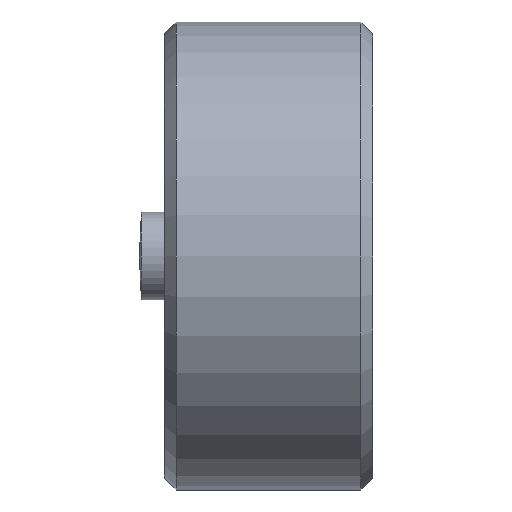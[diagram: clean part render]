
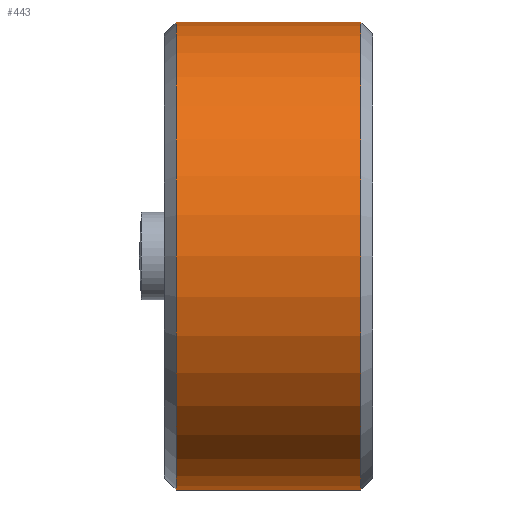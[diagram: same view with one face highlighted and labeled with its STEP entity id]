
A CAD part, left-side view. The second image highlights one B-rep face of the part: STEP entity #443.
In plain terms, the highlighted cylindrical face has radius 10 mm (diameter 20 mm), a full revolution.
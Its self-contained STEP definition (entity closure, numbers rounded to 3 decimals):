
#23=FACE_BOUND('',#79,.T.);
#37=B_SPLINE_CURVE_WITH_KNOTS('',3,(#760,#761,#762,#763,#764,#765,#766,
#767,#768,#769,#770,#771,#772,#773,#774,#775,#776,#777,#778),
 .UNSPECIFIED.,.F.,.F.,(4,2,2,2,3,2,2,2,4),(0.67,0.719,
0.781,0.837,0.894,0.95,1.007,
1.068,1.117),.UNSPECIFIED.);
#38=B_SPLINE_CURVE_WITH_KNOTS('',3,(#784,#785,#786,#787,#788,#789,#790,
#791,#792,#793,#794,#795,#796,#797,#798,#799,#800,#801),.UNSPECIFIED.,.F.,
 .F.,(4,2,2,2,2,2,2,2,4),(1.117,1.166,1.227,
1.284,1.341,1.397,1.454,1.515,
1.564),.UNSPECIFIED.);
#55=FACE_OUTER_BOUND('',#78,.T.);
#78=EDGE_LOOP('',(#365,#366,#367,#368,#369,#370));
#79=EDGE_LOOP('',(#371,#372));
#113=LINE('',#854,#127);
#127=VECTOR('',#672,10.);
#169=CIRCLE('',#520,10.);
#170=CIRCLE('',#521,10.);
#173=CIRCLE('',#525,10.);
#174=CIRCLE('',#526,10.);
#201=VERTEX_POINT('',#758);
#202=VERTEX_POINT('',#759);
#219=VERTEX_POINT('',#840);
#220=VERTEX_POINT('',#841);
#223=VERTEX_POINT('',#850);
#224=VERTEX_POINT('',#851);
#257=EDGE_CURVE('',#201,#202,#37,.T.);
#261=EDGE_CURVE('',#202,#201,#38,.T.);
#280=EDGE_CURVE('',#219,#220,#169,.T.);
#281=EDGE_CURVE('',#220,#219,#170,.T.);
#285=EDGE_CURVE('',#223,#224,#173,.T.);
#286=EDGE_CURVE('',#224,#223,#174,.T.);
#287=EDGE_CURVE('',#224,#220,#113,.T.);
#365=ORIENTED_EDGE('',*,*,#285,.F.);
#366=ORIENTED_EDGE('',*,*,#286,.F.);
#367=ORIENTED_EDGE('',*,*,#287,.T.);
#368=ORIENTED_EDGE('',*,*,#281,.T.);
#369=ORIENTED_EDGE('',*,*,#280,.T.);
#370=ORIENTED_EDGE('',*,*,#287,.F.);
#371=ORIENTED_EDGE('',*,*,#257,.F.);
#372=ORIENTED_EDGE('',*,*,#261,.F.);
#429=CYLINDRICAL_SURFACE('',#524,10.);
#443=ADVANCED_FACE('',(#55,#23),#429,.T.);
#520=AXIS2_PLACEMENT_3D('',#842,#657,#658);
#521=AXIS2_PLACEMENT_3D('',#843,#659,#660);
#524=AXIS2_PLACEMENT_3D('',#849,#666,#667);
#525=AXIS2_PLACEMENT_3D('',#852,#668,#669);
#526=AXIS2_PLACEMENT_3D('',#853,#670,#671);
#657=DIRECTION('center_axis',(0.,-1.,0.));
#658=DIRECTION('ref_axis',(0.,0.,-1.));
#659=DIRECTION('center_axis',(0.,-1.,0.));
#660=DIRECTION('ref_axis',(0.,0.,-1.));
#666=DIRECTION('center_axis',(0.,-1.,0.));
#667=DIRECTION('ref_axis',(0.,0.,-1.));
#668=DIRECTION('center_axis',(0.,-1.,0.));
#669=DIRECTION('ref_axis',(0.,0.,-1.));
#670=DIRECTION('center_axis',(0.,-1.,0.));
#671=DIRECTION('ref_axis',(0.,0.,-1.));
#672=DIRECTION('',(0.,1.,0.));
#758=CARTESIAN_POINT('',(10.,1.55,0.));
#759=CARTESIAN_POINT('',(10.,4.45,0.));
#760=CARTESIAN_POINT('Ctrl Pts',(10.,1.55,0.));
#761=CARTESIAN_POINT('Ctrl Pts',(10.,1.55,-0.163));
#762=CARTESIAN_POINT('Ctrl Pts',(9.995,1.581,-0.356));
#763=CARTESIAN_POINT('Ctrl Pts',(9.977,1.698,-0.704));
#764=CARTESIAN_POINT('Ctrl Pts',(9.959,1.821,-0.915));
#765=CARTESIAN_POINT('Ctrl Pts',(9.928,2.085,-1.204));
#766=CARTESIAN_POINT('Ctrl Pts',(9.912,2.248,-1.327));
#767=CARTESIAN_POINT('Ctrl Pts',(9.889,2.611,-1.491));
#768=CARTESIAN_POINT('Ctrl Pts',(9.882,2.811,-1.533));
#769=CARTESIAN_POINT('Ctrl Pts',(9.882,3.,-1.533));
#770=CARTESIAN_POINT('Ctrl Pts',(9.882,3.189,-1.533));
#771=CARTESIAN_POINT('Ctrl Pts',(9.889,3.389,-1.491));
#772=CARTESIAN_POINT('Ctrl Pts',(9.912,3.752,-1.327));
#773=CARTESIAN_POINT('Ctrl Pts',(9.928,3.915,-1.204));
#774=CARTESIAN_POINT('Ctrl Pts',(9.959,4.179,-0.915));
#775=CARTESIAN_POINT('Ctrl Pts',(9.977,4.302,-0.704));
#776=CARTESIAN_POINT('Ctrl Pts',(9.995,4.419,-0.356));
#777=CARTESIAN_POINT('Ctrl Pts',(10.,4.45,-0.163));
#778=CARTESIAN_POINT('Ctrl Pts',(10.,4.45,0.));
#784=CARTESIAN_POINT('Ctrl Pts',(10.,4.45,0.));
#785=CARTESIAN_POINT('Ctrl Pts',(10.,4.45,0.163));
#786=CARTESIAN_POINT('Ctrl Pts',(9.995,4.419,0.356));
#787=CARTESIAN_POINT('Ctrl Pts',(9.977,4.302,0.704));
#788=CARTESIAN_POINT('Ctrl Pts',(9.959,4.179,0.915));
#789=CARTESIAN_POINT('Ctrl Pts',(9.928,3.915,1.204));
#790=CARTESIAN_POINT('Ctrl Pts',(9.912,3.752,1.327));
#791=CARTESIAN_POINT('Ctrl Pts',(9.889,3.389,1.491));
#792=CARTESIAN_POINT('Ctrl Pts',(9.882,3.189,1.533));
#793=CARTESIAN_POINT('Ctrl Pts',(9.882,2.811,1.533));
#794=CARTESIAN_POINT('Ctrl Pts',(9.889,2.611,1.491));
#795=CARTESIAN_POINT('Ctrl Pts',(9.912,2.248,1.327));
#796=CARTESIAN_POINT('Ctrl Pts',(9.928,2.085,1.204));
#797=CARTESIAN_POINT('Ctrl Pts',(9.959,1.821,0.915));
#798=CARTESIAN_POINT('Ctrl Pts',(9.977,1.698,0.704));
#799=CARTESIAN_POINT('Ctrl Pts',(9.995,1.581,0.356));
#800=CARTESIAN_POINT('Ctrl Pts',(10.,1.55,0.163));
#801=CARTESIAN_POINT('Ctrl Pts',(10.,1.55,0.));
#840=CARTESIAN_POINT('',(0.,8.4,-10.));
#841=CARTESIAN_POINT('',(0.,8.4,10.));
#842=CARTESIAN_POINT('Origin',(0.,8.4,0.));
#843=CARTESIAN_POINT('Origin',(0.,8.4,0.));
#849=CARTESIAN_POINT('Origin',(0.,-5.429,0.));
#850=CARTESIAN_POINT('',(0.,0.5,-10.));
#851=CARTESIAN_POINT('',(0.,0.5,10.));
#852=CARTESIAN_POINT('Origin',(0.,0.5,0.));
#853=CARTESIAN_POINT('Origin',(0.,0.5,0.));
#854=CARTESIAN_POINT('',(0.,-5.429,10.));
